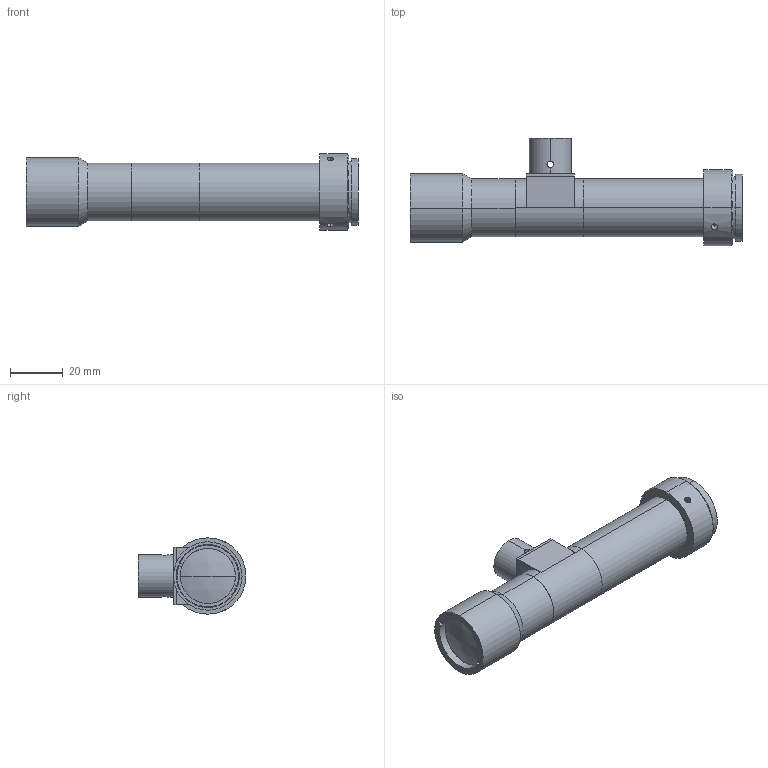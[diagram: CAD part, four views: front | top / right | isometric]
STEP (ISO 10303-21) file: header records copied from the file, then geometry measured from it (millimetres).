
FILE_DESCRIPTION (( 'STEP AP203' ), '1' );
FILE_NAME ('XF-T2X200D.STEP', '2017-08-28T09:45:16', ( 'canrill005' ), ( '' ), 'SwSTEP 2.0', 'SolidWorks 2014', '' );
FILE_SCHEMA (( 'CONFIG_CONTROL_DESIGN' ));
Length unit declared in the file: millimetre
Products named in the file (1): XF-T2X200D
Bounding box: 126.12 x 41 x 29 mm (x, y, z)
Surface area: 15091.3 mm2 (no closed solid volume)
Topology: 0 solids, 11 shells, 115 faces, 300 edges, 198 vertices
Faces by surface type: cylinder 65, plane 40, cone 6, sphere 4
Entity records: 4001 total; most frequent: CARTESIAN_POINT 1014, DIRECTION 658, ORIENTED_EDGE 528, EDGE_CURVE 300, AXIS2_PLACEMENT_3D 266, VERTEX_POINT 198, CIRCLE 150, EDGE_LOOP 145
